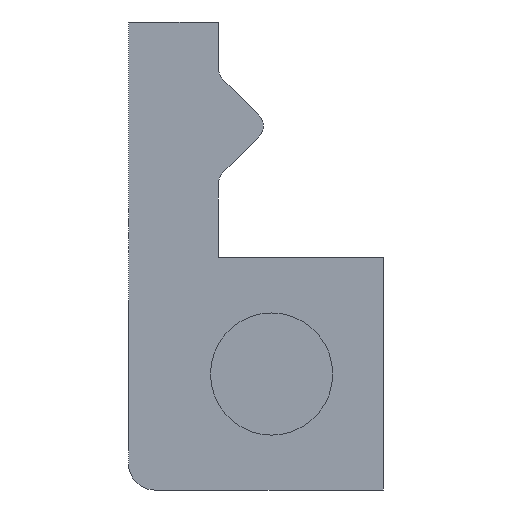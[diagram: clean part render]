
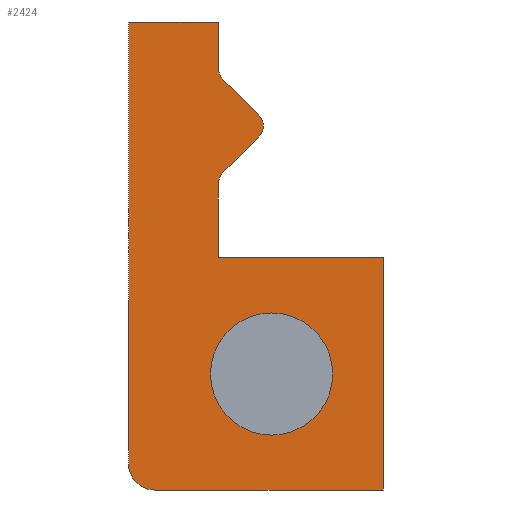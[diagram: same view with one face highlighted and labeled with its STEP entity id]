
A CAD part, left-side view. The second image highlights one B-rep face of the part: STEP entity #2424.
In plain terms, the highlighted planar face has unit normal (-1, 0, 0).
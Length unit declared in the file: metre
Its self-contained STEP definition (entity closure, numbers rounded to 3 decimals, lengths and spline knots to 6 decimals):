
#22=CIRCLE('',#2568,0.001);
#25=CIRCLE('',#2573,0.00235);
#28=CIRCLE('',#2579,0.0006);
#30=CIRCLE('',#2582,0.0006);
#32=CIRCLE('',#2585,0.0006);
#431=ORIENTED_EDGE('',*,*,#986,.T.);
#432=ORIENTED_EDGE('',*,*,#957,.F.);
#433=ORIENTED_EDGE('',*,*,#987,.F.);
#434=ORIENTED_EDGE('',*,*,#988,.T.);
#435=ORIENTED_EDGE('',*,*,#989,.T.);
#436=ORIENTED_EDGE('',*,*,#990,.F.);
#437=ORIENTED_EDGE('',*,*,#973,.T.);
#438=ORIENTED_EDGE('',*,*,#991,.F.);
#439=ORIENTED_EDGE('',*,*,#969,.F.);
#440=ORIENTED_EDGE('',*,*,#992,.F.);
#441=ORIENTED_EDGE('',*,*,#965,.T.);
#442=ORIENTED_EDGE('',*,*,#993,.F.);
#443=ORIENTED_EDGE('',*,*,#994,.T.);
#444=ORIENTED_EDGE('',*,*,#962,.T.);
#957=EDGE_CURVE('',#1228,#1229,#22,.T.);
#962=EDGE_CURVE('',#1233,#1233,#25,.T.);
#965=EDGE_CURVE('',#1236,#1237,#28,.T.);
#969=EDGE_CURVE('',#1240,#1241,#30,.T.);
#973=EDGE_CURVE('',#1244,#1245,#32,.T.);
#986=EDGE_CURVE('',#1253,#1229,#1527,.T.);
#987=EDGE_CURVE('',#1254,#1228,#1528,.T.);
#988=EDGE_CURVE('',#1254,#1255,#1529,.T.);
#989=EDGE_CURVE('',#1255,#1256,#1530,.T.);
#990=EDGE_CURVE('',#1244,#1256,#1531,.T.);
#991=EDGE_CURVE('',#1241,#1245,#1532,.T.);
#992=EDGE_CURVE('',#1236,#1240,#1533,.T.);
#993=EDGE_CURVE('',#1257,#1237,#1534,.T.);
#994=EDGE_CURVE('',#1257,#1253,#1535,.T.);
#1228=VERTEX_POINT('',#3748);
#1229=VERTEX_POINT('',#3749);
#1233=VERTEX_POINT('',#3760);
#1236=VERTEX_POINT('',#3769);
#1237=VERTEX_POINT('',#3770);
#1240=VERTEX_POINT('',#3778);
#1241=VERTEX_POINT('',#3779);
#1244=VERTEX_POINT('',#3787);
#1245=VERTEX_POINT('',#3788);
#1253=VERTEX_POINT('',#3811);
#1254=VERTEX_POINT('',#3813);
#1255=VERTEX_POINT('',#3815);
#1256=VERTEX_POINT('',#3817);
#1257=VERTEX_POINT('',#3822);
#1527=LINE('',#3810,#1840);
#1528=LINE('',#3812,#1841);
#1529=LINE('',#3814,#1842);
#1530=LINE('',#3816,#1843);
#1531=LINE('',#3818,#1844);
#1532=LINE('',#3819,#1845);
#1533=LINE('',#3820,#1846);
#1534=LINE('',#3821,#1847);
#1535=LINE('',#3823,#1848);
#1840=VECTOR('',#3098,1.);
#1841=VECTOR('',#3099,1.);
#1842=VECTOR('',#3100,1.);
#1843=VECTOR('',#3101,1.);
#1844=VECTOR('',#3102,1.);
#1845=VECTOR('',#3103,1.);
#1846=VECTOR('',#3104,1.);
#1847=VECTOR('',#3105,1.);
#1848=VECTOR('',#3106,1.);
#1996=EDGE_LOOP('',(#431,#432,#433,#434,#435,#436,#437,#438,#439,#440,#441,
#442,#443));
#1997=EDGE_LOOP('',(#444));
#2155=FACE_BOUND('',#1996,.T.);
#2156=FACE_BOUND('',#1997,.T.);
#2295=PLANE('',#2588);
#2424=ADVANCED_FACE('',(#2155,#2156),#2295,.F.);
#2568=AXIS2_PLACEMENT_3D('',#3747,#3039,#3040);
#2573=AXIS2_PLACEMENT_3D('',#3759,#3051,#3052);
#2579=AXIS2_PLACEMENT_3D('',#3768,#3063,#3064);
#2582=AXIS2_PLACEMENT_3D('',#3777,#3071,#3072);
#2585=AXIS2_PLACEMENT_3D('',#3786,#3079,#3080);
#2588=AXIS2_PLACEMENT_3D('',#3809,#3096,#3097);
#3039=DIRECTION('',(1.,0.,0.));
#3040=DIRECTION('',(0.,1.,0.));
#3051=DIRECTION('',(1.,0.,0.));
#3052=DIRECTION('',(0.,1.,0.));
#3063=DIRECTION('',(1.,0.,0.));
#3064=DIRECTION('',(0.,1.,0.));
#3071=DIRECTION('',(1.,0.,0.));
#3072=DIRECTION('',(0.,1.,0.));
#3079=DIRECTION('',(1.,0.,0.));
#3080=DIRECTION('',(0.,1.,0.));
#3096=DIRECTION('',(1.,0.,0.));
#3097=DIRECTION('',(0.,1.,0.));
#3098=DIRECTION('',(0.,0.,-1.));
#3099=DIRECTION('',(0.,1.,0.));
#3100=DIRECTION('',(0.,0.,1.));
#3101=DIRECTION('',(0.,1.,0.));
#3102=DIRECTION('',(0.,0.,-1.));
#3103=DIRECTION('',(0.,0.707,-0.707));
#3104=DIRECTION('',(0.,-0.707,-0.707));
#3105=DIRECTION('',(0.,0.,-1.));
#3106=DIRECTION('',(0.,1.,0.));
#3747=CARTESIAN_POINT('',(-0.4641,-0.136338,-0.066804));
#3748=CARTESIAN_POINT('',(-0.4641,-0.136338,-0.067804));
#3749=CARTESIAN_POINT('',(-0.4641,-0.135338,-0.066804));
#3759=CARTESIAN_POINT('',(-0.4641,-0.140838,-0.063344));
#3760=CARTESIAN_POINT('',(-0.4641,-0.138488,-0.063344));
#3768=CARTESIAN_POINT('',(-0.4641,-0.139388,-0.051576));
#3769=CARTESIAN_POINT('',(-0.4641,-0.138963,-0.052001));
#3770=CARTESIAN_POINT('',(-0.4641,-0.138788,-0.051576));
#3777=CARTESIAN_POINT('',(-0.4641,-0.139918,-0.053804));
#3778=CARTESIAN_POINT('',(-0.4641,-0.140343,-0.05338));
#3779=CARTESIAN_POINT('',(-0.4641,-0.140343,-0.054228));
#3786=CARTESIAN_POINT('',(-0.4641,-0.139388,-0.056032));
#3787=CARTESIAN_POINT('',(-0.4641,-0.138788,-0.056032));
#3788=CARTESIAN_POINT('',(-0.4641,-0.138963,-0.055608));
#3809=CARTESIAN_POINT('',(-0.4641,-0.145297,-0.053908));
#3810=CARTESIAN_POINT('',(-0.4641,-0.135338,-0.058804));
#3811=CARTESIAN_POINT('',(-0.4641,-0.135338,-0.049804));
#3812=CARTESIAN_POINT('',(-0.4641,-0.140338,-0.067804));
#3813=CARTESIAN_POINT('',(-0.4641,-0.145138,-0.067804));
#3814=CARTESIAN_POINT('',(-0.4641,-0.145138,-0.053908));
#3815=CARTESIAN_POINT('',(-0.4641,-0.145138,-0.058854));
#3816=CARTESIAN_POINT('',(-0.4641,-0.142063,-0.058854));
#3817=CARTESIAN_POINT('',(-0.4641,-0.138788,-0.058854));
#3818=CARTESIAN_POINT('',(-0.4641,-0.138788,-0.050815));
#3819=CARTESIAN_POINT('',(-0.4641,-0.139777,-0.054794));
#3820=CARTESIAN_POINT('',(-0.4641,-0.139777,-0.052815));
#3821=CARTESIAN_POINT('',(-0.4641,-0.138788,-0.050815));
#3822=CARTESIAN_POINT('',(-0.4641,-0.138788,-0.049804));
#3823=CARTESIAN_POINT('',(-0.4641,-0.137063,-0.049804));
